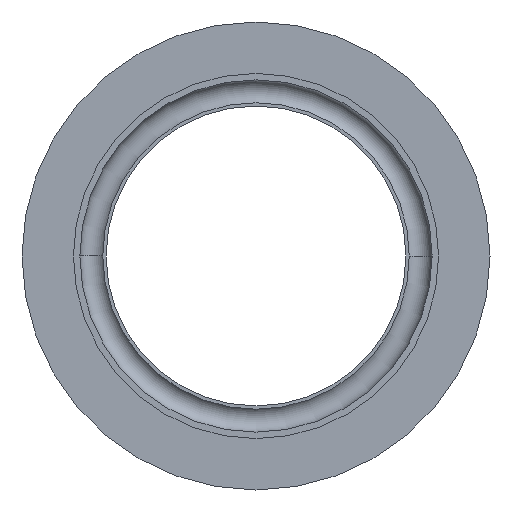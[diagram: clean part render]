
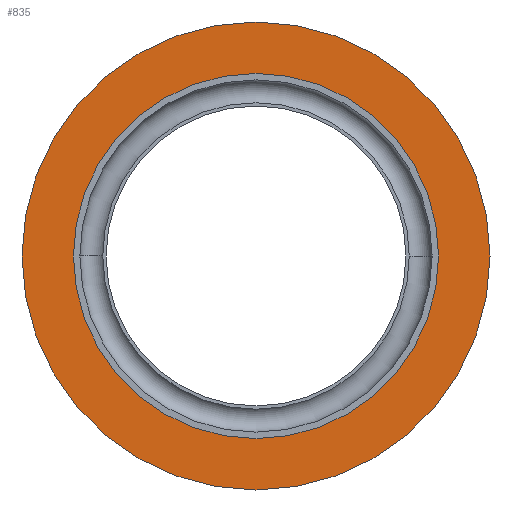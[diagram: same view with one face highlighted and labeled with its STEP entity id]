
A CAD part, left-side view. The second image highlights one B-rep face of the part: STEP entity #835.
In plain terms, the highlighted planar face has unit normal (-1, 0, 0).
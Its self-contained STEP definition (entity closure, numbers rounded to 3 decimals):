
#23 = AXIS2_PLACEMENT_3D ( 'NONE', #109, #762, #382 ) ;
#51 = DIRECTION ( 'NONE',  ( -1., 0., 0. ) ) ;
#54 = CARTESIAN_POINT ( 'NONE',  ( -10.38, -8.135, 0. ) ) ;
#57 = DIRECTION ( 'NONE',  ( -1., 0., 0. ) ) ;
#63 = CIRCLE ( 'NONE', #23, 35.5 ) ;
#94 = CIRCLE ( 'NONE', #108, 45.5 ) ;
#108 = AXIS2_PLACEMENT_3D ( 'NONE', #325, #839, #772 ) ;
#109 = CARTESIAN_POINT ( 'NONE',  ( -10.38, -8.135, 0. ) ) ;
#120 = VERTEX_POINT ( 'NONE', #739 ) ;
#148 = CIRCLE ( 'NONE', #337, 35.5 ) ;
#261 = EDGE_LOOP ( 'NONE', ( #480, #633 ) ) ;
#309 = DIRECTION ( 'NONE',  ( 0., 1., 0. ) ) ;
#310 = CARTESIAN_POINT ( 'NONE',  ( -10.38, -43.635, 0. ) ) ;
#322 = DIRECTION ( 'NONE',  ( 0., -1., 0. ) ) ;
#325 = CARTESIAN_POINT ( 'NONE',  ( -10.38, -8.135, 0. ) ) ;
#337 = AXIS2_PLACEMENT_3D ( 'NONE', #375, #57, #322 ) ;
#364 = EDGE_CURVE ( 'NONE', #120, #436, #63, .T. ) ;
#366 = CARTESIAN_POINT ( 'NONE',  ( -10.38, -53.635, 0. ) ) ;
#373 = ORIENTED_EDGE ( 'NONE', *, *, #364, .F. ) ;
#375 = CARTESIAN_POINT ( 'NONE',  ( -10.38, -8.135, 0. ) ) ;
#382 = DIRECTION ( 'NONE',  ( 0., -1., 0. ) ) ;
#389 = EDGE_CURVE ( 'NONE', #653, #446, #679, .T. ) ;
#436 = VERTEX_POINT ( 'NONE', #310 ) ;
#438 = EDGE_CURVE ( 'NONE', #436, #120, #148, .T. ) ;
#446 = VERTEX_POINT ( 'NONE', #844 ) ;
#480 = ORIENTED_EDGE ( 'NONE', *, *, #389, .T. ) ;
#501 = FACE_OUTER_BOUND ( 'NONE', #261, .T. ) ;
#573 = FACE_BOUND ( 'NONE', #691, .T. ) ;
#627 = PLANE ( 'NONE',  #668 ) ;
#633 = ORIENTED_EDGE ( 'NONE', *, *, #798, .T. ) ;
#653 = VERTEX_POINT ( 'NONE', #366 ) ;
#668 = AXIS2_PLACEMENT_3D ( 'NONE', #768, #760, #309 ) ;
#679 = CIRCLE ( 'NONE', #791, 45.5 ) ;
#685 = ORIENTED_EDGE ( 'NONE', *, *, #438, .F. ) ;
#691 = EDGE_LOOP ( 'NONE', ( #685, #373 ) ) ;
#739 = CARTESIAN_POINT ( 'NONE',  ( -10.38, 27.365, 0. ) ) ;
#760 = DIRECTION ( 'NONE',  ( 1., 0., 0. ) ) ;
#762 = DIRECTION ( 'NONE',  ( -1., 0., 0. ) ) ;
#768 = CARTESIAN_POINT ( 'NONE',  ( -10.38, 37.365, 0. ) ) ;
#772 = DIRECTION ( 'NONE',  ( 0., -1., 0. ) ) ;
#791 = AXIS2_PLACEMENT_3D ( 'NONE', #54, #51, #829 ) ;
#798 = EDGE_CURVE ( 'NONE', #446, #653, #94, .T. ) ;
#829 = DIRECTION ( 'NONE',  ( 0., -1., 0. ) ) ;
#835 = ADVANCED_FACE ( 'NONE', ( #573, #501 ), #627, .F. ) ;
#839 = DIRECTION ( 'NONE',  ( -1., 0., 0. ) ) ;
#844 = CARTESIAN_POINT ( 'NONE',  ( -10.38, 37.365, 0. ) ) ;
